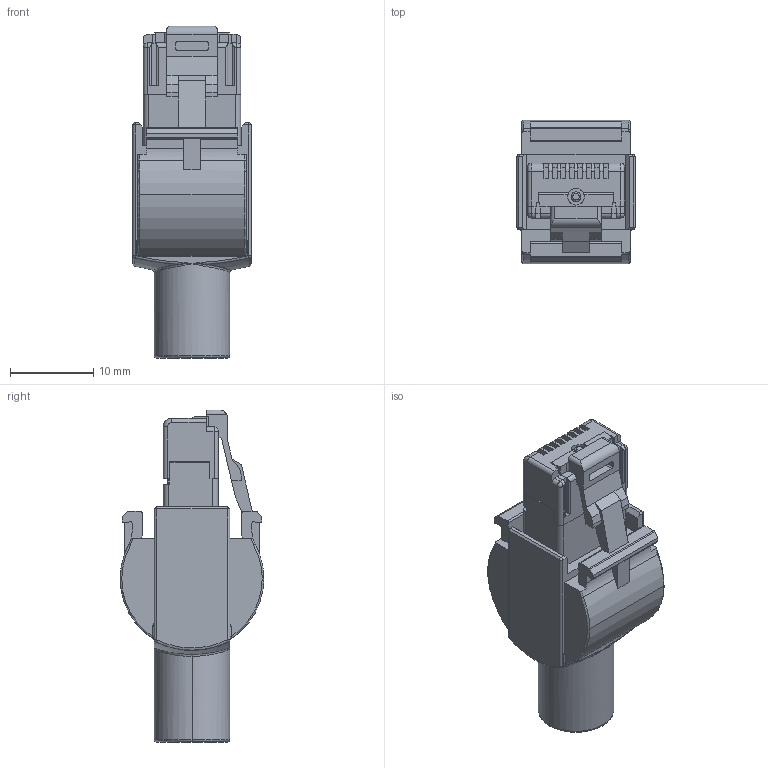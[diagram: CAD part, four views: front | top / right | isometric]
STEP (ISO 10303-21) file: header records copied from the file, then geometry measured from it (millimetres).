
FILE_DESCRIPTION (( 'STEP AP203' ), '1' );
FILE_NAME ('Customer-BB(090)P60.STEP', '2017-01-18T10:24:52', ( '' ), ( '' ), 'SwSTEP 2.0', 'SolidWorks 2015', '' );
FILE_SCHEMA (( 'CONFIG_CONTROL_DESIGN' ));
Length unit declared in the file: millimetre
Products named in the file (1): Customer-BB(090)P60
Bounding box: 14.2 x 17.27 x 39.89 mm (x, y, z)
Volume: 4824.8 mm3; surface area: 2529.4 mm2
Topology: 1 solids, 1 shells, 359 faces, 994 edges, 628 vertices
Faces by surface type: plane 203, cylinder 92, bspline 32, torus 22, sphere 6, cone 4
Entity records: 12232 total; most frequent: CARTESIAN_POINT 3170, ORIENTED_EDGE 1968, DIRECTION 1791, EDGE_CURVE 984, LINE 645, VECTOR 645, VERTEX_POINT 628, AXIS2_PLACEMENT_3D 573
